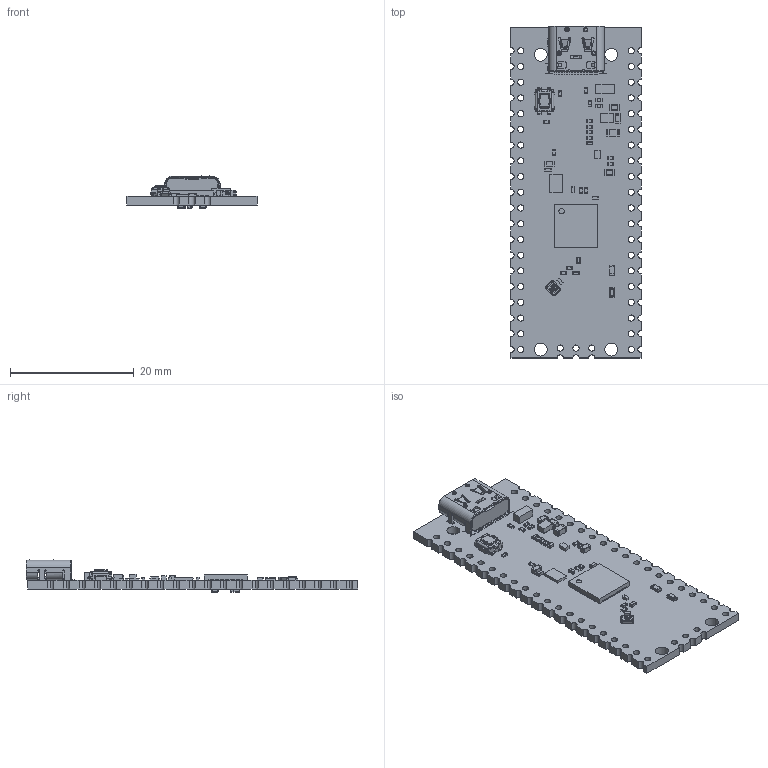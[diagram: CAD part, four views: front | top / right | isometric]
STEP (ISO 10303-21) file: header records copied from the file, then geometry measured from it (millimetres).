
FILE_DESCRIPTION(('Open CASCADE Model'),'2;1');
FILE_NAME('Open CASCADE Shape Model','2021-04-01T14:13:30',('Author'),( 'Open CASCADE'),'Open CASCADE STEP processor 6.8','Open CASCADE 6.8' ,'Unknown');
FILE_SCHEMA(('AUTOMOTIVE_DESIGN { 1 0 10303 214 1 1 1 1 }'));
Products named in the file (1): PCB
Bounding box: 21 x 53.62 x 5.22 mm (x, y, z)
Volume: 1531 mm3; surface area: 3487.9 mm2
Topology: 95 solids, 2671 shells, 5335 faces, 19790 edges, 17038 vertices
Faces by surface type: plane 3475, bspline 885, cylinder 856, sphere 82, cone 21, torus 16
Full cylindrical faces by diameter (mm): 0.5 x2, 0.65 x2, 0.692 x2, 0.875 x1, 1 x43, 2.1 x4
Entity records: 279161 total; most frequent: CARTESIAN_POINT 101184, DIRECTION 28164, ORIENTED_EDGE 26670, EDGE_CURVE 19606, VERTEX_POINT 17035, LINE 14184, VECTOR 14184, AXIS2_PLACEMENT_3D 6990
